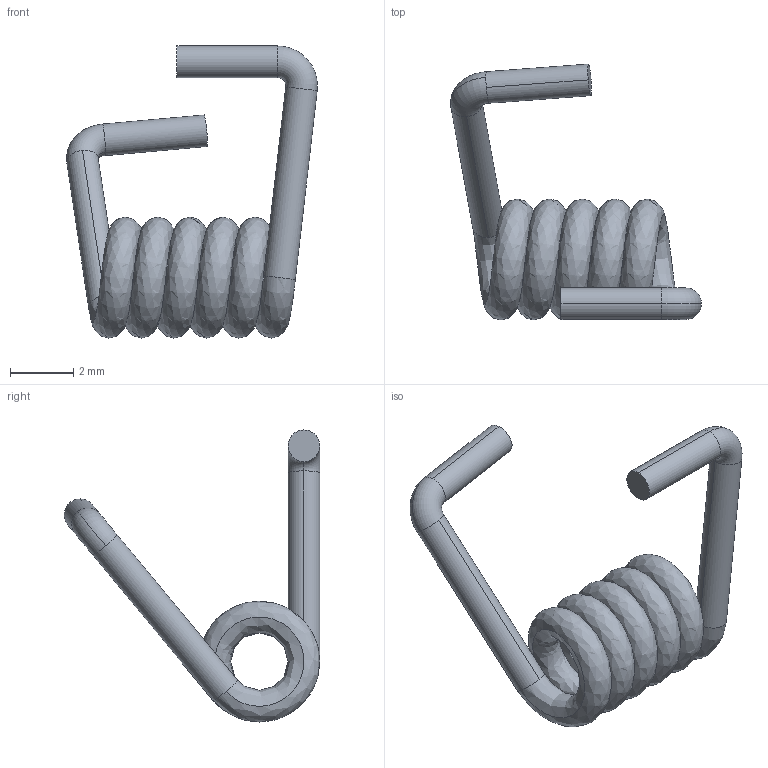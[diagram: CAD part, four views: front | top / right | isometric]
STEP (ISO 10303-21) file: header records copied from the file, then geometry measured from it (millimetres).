
FILE_DESCRIPTION (( 'STEP AP203' ), '1' );
FILE_NAME ('TORSION SPRING.STEP', '2023-04-12T21:14:35', ( '' ), ( '' ), 'SwSTEP 2.0', 'SolidWorks 2022', '' );
FILE_SCHEMA (( 'CONFIG_CONTROL_DESIGN' ));
Length unit declared in the file: inch
Products named in the file (1): TORSION SPRING
Bounding box: 7.92 x 8.06 x 9.22 mm (x, y, z)
Volume: 54.1 mm3; surface area: 217.8 mm2
Topology: 1 solids, 1 shells, 16 faces, 36 edges, 22 vertices
Faces by surface type: cylinder 8, torus 4, bspline 2, plane 2
Entity records: 1675 total; most frequent: CARTESIAN_POINT 1227, DIRECTION 90, ORIENTED_EDGE 72, AXIS2_PLACEMENT_3D 41, EDGE_CURVE 36, CIRCLE 26, VERTEX_POINT 22, FACE_OUTER_BOUND 16
